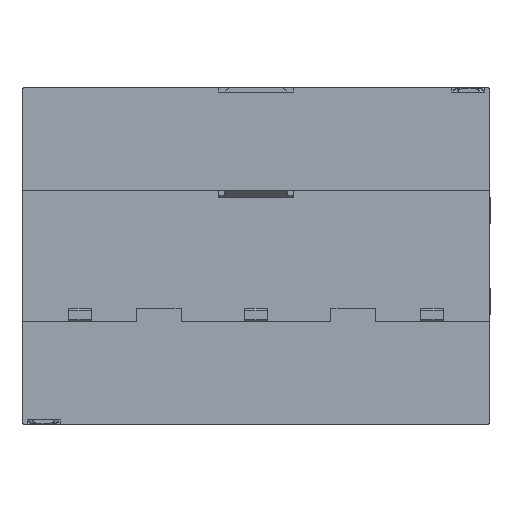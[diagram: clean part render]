
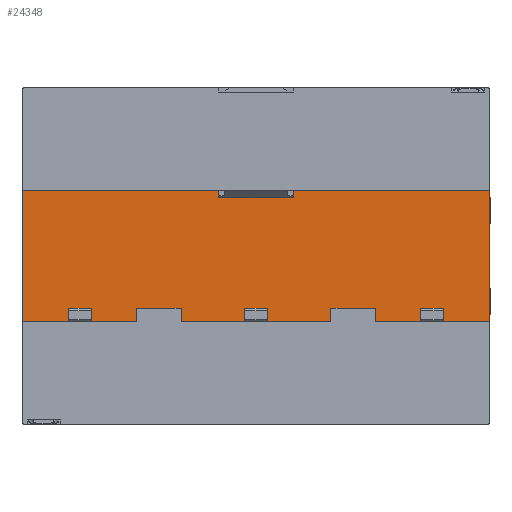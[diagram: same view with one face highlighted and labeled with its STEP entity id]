
A CAD part, front view. The second image highlights one B-rep face of the part: STEP entity #24348.
In plain terms, the highlighted planar face has unit normal (0, -1, 0).
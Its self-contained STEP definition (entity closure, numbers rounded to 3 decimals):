
#1=DIRECTION('',(1.,0.,0.));
#2=VECTOR('',#1,124.6);
#3=CARTESIAN_POINT('',(-62.3,0.,17.5));
#4=LINE('',#3,#2);
#5=DIRECTION('',(-1.,0.,0.));
#6=VECTOR('',#5,12.3);
#7=CARTESIAN_POINT('',(62.3,0.,-17.5));
#8=LINE('',#7,#6);
#9=DIRECTION('',(0.,0.,1.));
#10=VECTOR('',#9,3.5);
#11=CARTESIAN_POINT('',(50.,0.,-17.5));
#12=LINE('',#11,#10);
#13=DIRECTION('',(0.,0.,-1.));
#14=VECTOR('',#13,3.5);
#15=CARTESIAN_POINT('',(44.,0.,-14.));
#16=LINE('',#15,#14);
#17=DIRECTION('',(0.,0.,1.));
#18=VECTOR('',#17,3.5);
#19=CARTESIAN_POINT('',(3.,0.,-17.5));
#20=LINE('',#19,#18);
#21=DIRECTION('',(0.,0.,-1.));
#22=VECTOR('',#21,3.5);
#23=CARTESIAN_POINT('',(-3.,0.,-14.));
#24=LINE('',#23,#22);
#25=DIRECTION('',(0.,0.,1.));
#26=VECTOR('',#25,3.5);
#27=CARTESIAN_POINT('',(-44.,0.,-17.5));
#28=LINE('',#27,#26);
#29=DIRECTION('',(0.,0.,-1.));
#30=VECTOR('',#29,3.5);
#31=CARTESIAN_POINT('',(-50.,0.,-14.));
#32=LINE('',#31,#30);
#33=DIRECTION('',(-1.,0.,0.));
#34=VECTOR('',#33,12.3);
#35=CARTESIAN_POINT('',(-50.,0.,-17.5));
#36=LINE('',#35,#34);
#49=DIRECTION('',(0.,0.,-1.));
#50=VECTOR('',#49,35.);
#51=CARTESIAN_POINT('',(-62.3,0.,17.5));
#52=LINE('',#51,#50);
#1369=DIRECTION('',(0.,0.,-1.));
#1370=VECTOR('',#1369,35.);
#1371=CARTESIAN_POINT('',(62.3,0.,17.5));
#1372=LINE('',#1371,#1370);
#7013=DIRECTION('',(1.,0.,0.));
#7014=VECTOR('',#7013,41.);
#7015=CARTESIAN_POINT('',(-44.,0.,-17.5));
#7016=LINE('',#7015,#7014);
#7017=DIRECTION('',(1.,0.,0.));
#7018=VECTOR('',#7017,41.);
#7019=CARTESIAN_POINT('',(3.,0.,-17.5));
#7020=LINE('',#7019,#7018);
#7077=DIRECTION('',(-1.,0.,0.));
#7078=VECTOR('',#7077,6.);
#7079=CARTESIAN_POINT('',(-44.,0.,-14.));
#7080=LINE('',#7079,#7078);
#7117=DIRECTION('',(-1.,0.,0.));
#7118=VECTOR('',#7117,6.);
#7119=CARTESIAN_POINT('',(3.,0.,-14.));
#7120=LINE('',#7119,#7118);
#7157=DIRECTION('',(-1.,0.,0.));
#7158=VECTOR('',#7157,6.);
#7159=CARTESIAN_POINT('',(50.,0.,-14.));
#7160=LINE('',#7159,#7158);
#21768=CARTESIAN_POINT('',(50.,0.,-14.));
#21769=CARTESIAN_POINT('',(44.,0.,-14.));
#21770=VERTEX_POINT('',#21768);
#21771=VERTEX_POINT('',#21769);
#21776=CARTESIAN_POINT('',(3.,0.,-14.));
#21777=CARTESIAN_POINT('',(-3.,0.,-14.));
#21778=VERTEX_POINT('',#21776);
#21779=VERTEX_POINT('',#21777);
#21784=CARTESIAN_POINT('',(-44.,0.,-14.));
#21785=CARTESIAN_POINT('',(-50.,0.,-14.));
#21786=VERTEX_POINT('',#21784);
#21787=VERTEX_POINT('',#21785);
#22962=CARTESIAN_POINT('',(-62.3,0.,17.5));
#22964=VERTEX_POINT('',#22962);
#22965=CARTESIAN_POINT('',(-62.3,0.,-17.5));
#22966=VERTEX_POINT('',#22965);
#22970=CARTESIAN_POINT('',(62.3,0.,17.5));
#22972=VERTEX_POINT('',#22970);
#22973=CARTESIAN_POINT('',(62.3,0.,-17.5));
#22974=VERTEX_POINT('',#22973);
#23480=CARTESIAN_POINT('',(50.,0.,-17.5));
#23481=CARTESIAN_POINT('',(44.,0.,-17.5));
#23482=VERTEX_POINT('',#23480);
#23483=VERTEX_POINT('',#23481);
#23484=CARTESIAN_POINT('',(3.,0.,-17.5));
#23485=CARTESIAN_POINT('',(-3.,0.,-17.5));
#23486=VERTEX_POINT('',#23484);
#23487=VERTEX_POINT('',#23485);
#23488=CARTESIAN_POINT('',(-44.,0.,-17.5));
#23489=CARTESIAN_POINT('',(-50.,0.,-17.5));
#23490=VERTEX_POINT('',#23488);
#23491=VERTEX_POINT('',#23489);
#24309=CARTESIAN_POINT('',(0.,0.,0.));
#24310=DIRECTION('',(0.,1.,0.));
#24311=DIRECTION('',(-1.,0.,0.));
#24312=AXIS2_PLACEMENT_3D('',#24309,#24310,#24311);
#24313=PLANE('',#24312);
#24315=ORIENTED_EDGE('',*,*,#24314,.T.);
#24317=ORIENTED_EDGE('',*,*,#24316,.T.);
#24319=ORIENTED_EDGE('',*,*,#24318,.T.);
#24321=ORIENTED_EDGE('',*,*,#24320,.T.);
#24323=ORIENTED_EDGE('',*,*,#24322,.T.);
#24325=ORIENTED_EDGE('',*,*,#24324,.T.);
#24327=ORIENTED_EDGE('',*,*,#24326,.F.);
#24329=ORIENTED_EDGE('',*,*,#24328,.T.);
#24331=ORIENTED_EDGE('',*,*,#24330,.T.);
#24333=ORIENTED_EDGE('',*,*,#24332,.T.);
#24335=ORIENTED_EDGE('',*,*,#24334,.F.);
#24337=ORIENTED_EDGE('',*,*,#24336,.T.);
#24339=ORIENTED_EDGE('',*,*,#24338,.T.);
#24341=ORIENTED_EDGE('',*,*,#24340,.T.);
#24343=ORIENTED_EDGE('',*,*,#24342,.T.);
#24345=ORIENTED_EDGE('',*,*,#24344,.F.);
#24346=EDGE_LOOP('',(#24315,#24317,#24319,#24321,#24323,#24325,#24327,#24329,
#24331,#24333,#24335,#24337,#24339,#24341,#24343,#24345));
#24347=FACE_OUTER_BOUND('',#24346,.F.);
#24348=ADVANCED_FACE('',(#24347),#24313,.F.);
#24314=EDGE_CURVE('',#22964,#22972,#4,.T.);
#24316=EDGE_CURVE('',#22972,#22974,#1372,.T.);
#24318=EDGE_CURVE('',#22974,#23482,#8,.T.);
#24320=EDGE_CURVE('',#23482,#21770,#12,.T.);
#24322=EDGE_CURVE('',#21770,#21771,#7160,.T.);
#24324=EDGE_CURVE('',#21771,#23483,#16,.T.);
#24326=EDGE_CURVE('',#23486,#23483,#7020,.T.);
#24328=EDGE_CURVE('',#23486,#21778,#20,.T.);
#24330=EDGE_CURVE('',#21778,#21779,#7120,.T.);
#24332=EDGE_CURVE('',#21779,#23487,#24,.T.);
#24334=EDGE_CURVE('',#23490,#23487,#7016,.T.);
#24336=EDGE_CURVE('',#23490,#21786,#28,.T.);
#24338=EDGE_CURVE('',#21786,#21787,#7080,.T.);
#24340=EDGE_CURVE('',#21787,#23491,#32,.T.);
#24342=EDGE_CURVE('',#23491,#22966,#36,.T.);
#24344=EDGE_CURVE('',#22964,#22966,#52,.T.);
